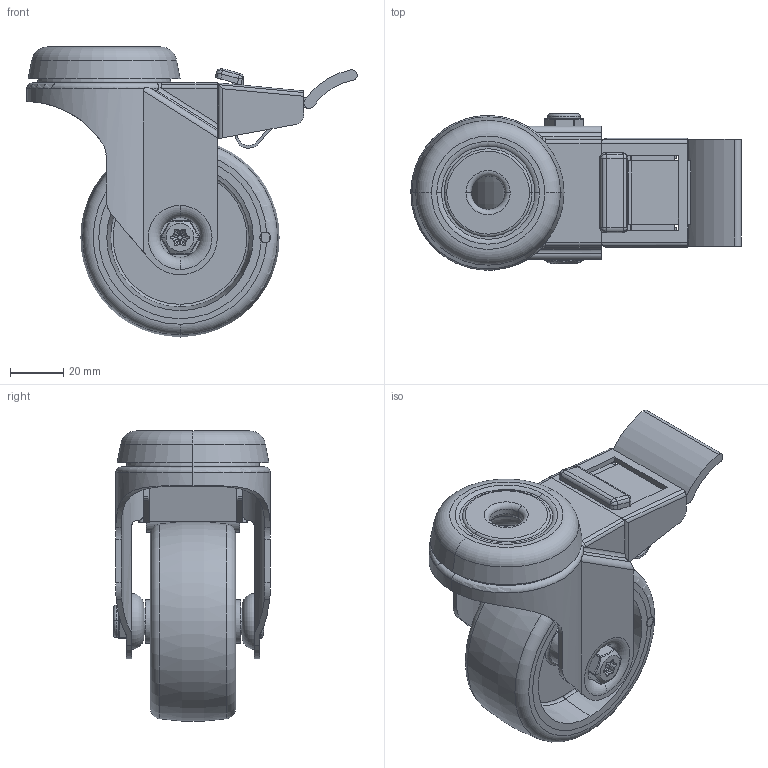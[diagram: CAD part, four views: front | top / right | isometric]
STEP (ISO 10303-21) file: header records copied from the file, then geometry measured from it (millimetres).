
FILE_DESCRIPTION(('STEP AP203'),'1');
FILE_NAME('BZM75GRECBH12SWB.STEP','2023-06-06T15:00:40',(' '),(' '),'Spatial InterOp 3D',' ',' ');
FILE_SCHEMA(('CONFIG_CONTROL_DESIGN'));
Length unit declared in the file: metre
Products named in the file (20): BZM75ASBH12SWB; ZINC PLATED PRESSED STEEL HEAD; ZINC PLATED PRESSED STEEL FORKS; ZINC PLATED PRESSED STEEL BRAKE; BRAKE PAD; NYLON BRAKE PEDAL; BZM75GRECBH12SWB; ELECTRICALLY CONDUCTIVE RUBBER TYRE; ELECTRICALLY CONDUCTIVE RUBBER TYRE Geometry; SPOT; BZM75WGREC; POLYPROPYLENE RIM; TUBEM10X37; ZINC PLATED AXLE TUBE; BOLTBZM8MM; ZINC PLATED AXLE BOLT; NYLOC NUT; NUT; RUBBER; NYLOCM8Z
Assembly tree (19 placements, depth 4):
  BZM75GRECBH12SWB
    BZM75ASBH12SWB
      ZINC PLATED PRESSED STEEL HEAD
      ZINC PLATED PRESSED STEEL FORKS
      ZINC PLATED PRESSED STEEL BRAKE
      BRAKE PAD
      NYLON BRAKE PEDAL
    BZM75WGREC
      ELECTRICALLY CONDUCTIVE RUBBER TYRE
        ELECTRICALLY CONDUCTIVE RUBBER TYRE Geometry
        SPOT
      POLYPROPYLENE RIM
    TUBEM10X37
      ZINC PLATED AXLE TUBE
    BOLTBZM8MM
      ZINC PLATED AXLE BOLT
    NYLOCM8Z
      NYLOC NUT
        NUT
        RUBBER
Bounding box: 124 x 58.75 x 108.89 mm (x, y, z)
Volume: 136934.2 mm3; surface area: 85566.2 mm2
Topology: 12 solids, 12 shells, 631 faces, 1578 edges, 973 vertices
Faces by surface type: cylinder 264, plane 217, torus 76, sphere 40, cone 18, bspline 16
Entity records: 29285 total; most frequent: CARTESIAN_POINT 12846, DIRECTION 3513, ORIENTED_EDGE 3132, EDGE_CURVE 1566, AXIS2_PLACEMENT_3D 1420, VERTEX_POINT 973, CIRCLE 721, LINE 673
